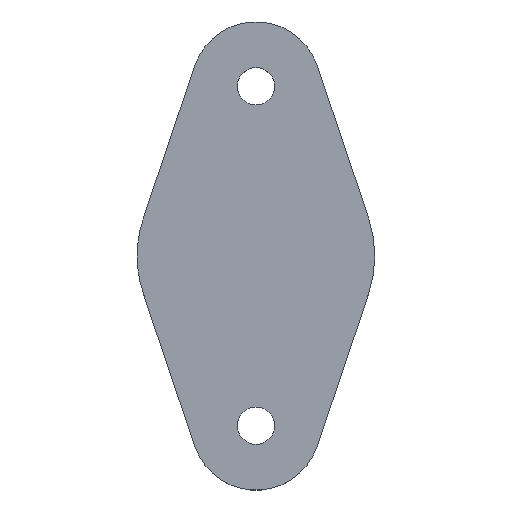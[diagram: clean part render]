
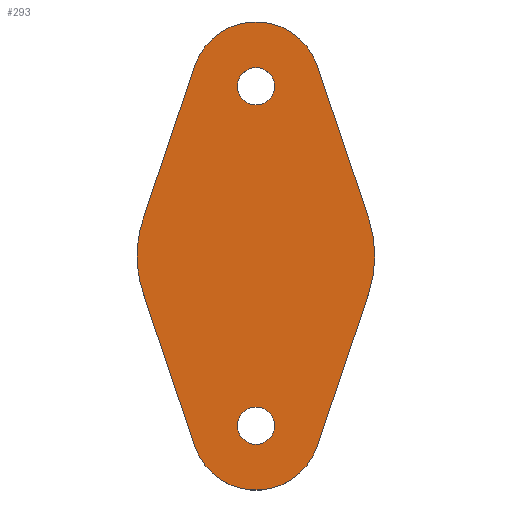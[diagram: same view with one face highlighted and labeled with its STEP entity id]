
A CAD part, top view. The second image highlights one B-rep face of the part: STEP entity #293.
In plain terms, the highlighted planar face has unit normal (0, 0, 1).
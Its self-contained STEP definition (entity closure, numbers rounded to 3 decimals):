
#15 = ORIENTED_EDGE ( 'NONE', *, *, #202, .T. ) ;
#16 = ORIENTED_EDGE ( 'NONE', *, *, #227, .F. ) ;
#17 = ORIENTED_EDGE ( 'NONE', *, *, #279, .T. ) ;
#18 = ORIENTED_EDGE ( 'NONE', *, *, #281, .T. ) ;
#20 = ORIENTED_EDGE ( 'NONE', *, *, #218, .T. ) ;
#21 = ORIENTED_EDGE ( 'NONE', *, *, #208, .T. ) ;
#22 = ORIENTED_EDGE ( 'NONE', *, *, #247, .T. ) ;
#28 = ORIENTED_EDGE ( 'NONE', *, *, #211, .T. ) ;
#29 = ORIENTED_EDGE ( 'NONE', *, *, #219, .T. ) ;
#30 = ORIENTED_EDGE ( 'NONE', *, *, #206, .F. ) ;
#32 = ORIENTED_EDGE ( 'NONE', *, *, #203, .F. ) ;
#37 = EDGE_LOOP ( 'NONE', ( #22, #17, #20, #18, #21, #15, #47, #29, #28 ) ) ;
#41 = EDGE_LOOP ( 'NONE', ( #30, #73 ) ) ;
#47 = ORIENTED_EDGE ( 'NONE', *, *, #231, .T. ) ;
#56 = VECTOR ( 'NONE', #342, 1000. ) ;
#58 = CIRCLE ( 'NONE', #238, 5.5 ) ;
#69 = EDGE_LOOP ( 'NONE', ( #32, #16 ) ) ;
#73 = ORIENTED_EDGE ( 'NONE', *, *, #200, .F. ) ;
#84 = FACE_BOUND ( 'NONE', #41, .T. ) ;
#89 = FACE_BOUND ( 'NONE', #69, .T. ) ;
#95 = FACE_OUTER_BOUND ( 'NONE', #37, .T. ) ;
#106 = CIRCLE ( 'NONE', #264, 19. ) ;
#110 = CIRCLE ( 'NONE', #269, 35. ) ;
#112 = CIRCLE ( 'NONE', #266, 35. ) ;
#127 = VECTOR ( 'NONE', #480, 1000. ) ;
#128 = LINE ( 'NONE', #481, #127 ) ;
#134 = CIRCLE ( 'NONE', #267, 5.5 ) ;
#152 = CIRCLE ( 'NONE', #273, 19. ) ;
#156 = VECTOR ( 'NONE', #332, 1000. ) ;
#169 = VECTOR ( 'NONE', #386, 1000. ) ;
#170 = LINE ( 'NONE', #310, #169 ) ;
#173 = LINE ( 'NONE', #334, #156 ) ;
#175 = LINE ( 'NONE', #309, #56 ) ;
#176 = CIRCLE ( 'NONE', #277, 5.5 ) ;
#184 = CIRCLE ( 'NONE', #244, 5.5 ) ;
#191 = CIRCLE ( 'NONE', #245, 35. ) ;
#200 = EDGE_CURVE ( 'NONE', #512, #403, #58, .T. ) ;
#202 = EDGE_CURVE ( 'NONE', #503, #510, #191, .T. ) ;
#203 = EDGE_CURVE ( 'NONE', #505, #502, #184, .T. ) ;
#206 = EDGE_CURVE ( 'NONE', #403, #512, #176, .T. ) ;
#208 = EDGE_CURVE ( 'NONE', #524, #503, #175, .T. ) ;
#211 = EDGE_CURVE ( 'NONE', #506, #517, #170, .T. ) ;
#218 = EDGE_CURVE ( 'NONE', #504, #515, #173, .T. ) ;
#219 = EDGE_CURVE ( 'NONE', #525, #506, #152, .T. ) ;
#227 = EDGE_CURVE ( 'NONE', #502, #505, #134, .T. ) ;
#231 = EDGE_CURVE ( 'NONE', #510, #525, #128, .T. ) ;
#238 = AXIS2_PLACEMENT_3D ( 'NONE', #436, #509, #365 ) ;
#244 = AXIS2_PLACEMENT_3D ( 'NONE', #465, #325, #327 ) ;
#245 = AXIS2_PLACEMENT_3D ( 'NONE', #323, #324, #303 ) ;
#247 = EDGE_CURVE ( 'NONE', #517, #518, #112, .T. ) ;
#251 = AXIS2_PLACEMENT_3D ( 'NONE', #420, #419, #418 ) ;
#264 = AXIS2_PLACEMENT_3D ( 'NONE', #470, #461, #460 ) ;
#266 = AXIS2_PLACEMENT_3D ( 'NONE', #487, #472, #471 ) ;
#267 = AXIS2_PLACEMENT_3D ( 'NONE', #328, #489, #488 ) ;
#269 = AXIS2_PLACEMENT_3D ( 'NONE', #490, #469, #468 ) ;
#273 = AXIS2_PLACEMENT_3D ( 'NONE', #350, #330, #318 ) ;
#277 = AXIS2_PLACEMENT_3D ( 'NONE', #305, #319, #326 ) ;
#279 = EDGE_CURVE ( 'NONE', #518, #504, #110, .T. ) ;
#281 = EDGE_CURVE ( 'NONE', #515, #524, #106, .T. ) ;
#293 = ADVANCED_FACE ( 'NONE', ( #89, #95, #84 ), #421, .T. ) ;
#303 = DIRECTION ( 'NONE',  ( 1., 0., 0. ) ) ;
#305 = CARTESIAN_POINT ( 'NONE',  ( 0., -50., 8. ) ) ;
#309 = CARTESIAN_POINT ( 'NONE',  ( 18.001, -56.08, 8. ) ) ;
#310 = CARTESIAN_POINT ( 'NONE',  ( -18.001, 56.08, 8. ) ) ;
#318 = DIRECTION ( 'NONE',  ( -1., 0., 0. ) ) ;
#319 = DIRECTION ( 'NONE',  ( 0., 0., 1. ) ) ;
#323 = CARTESIAN_POINT ( 'NONE',  ( 0., 0., 8. ) ) ;
#324 = DIRECTION ( 'NONE',  ( 0., 0., 1. ) ) ;
#325 = DIRECTION ( 'NONE',  ( 0., 0., 1. ) ) ;
#326 = DIRECTION ( 'NONE',  ( 1., 0., 0. ) ) ;
#327 = DIRECTION ( 'NONE',  ( 1., 0., 0. ) ) ;
#328 = CARTESIAN_POINT ( 'NONE',  ( 0., 50., 8. ) ) ;
#330 = DIRECTION ( 'NONE',  ( 0., 0., 1. ) ) ;
#332 = DIRECTION ( 'NONE',  ( 0.32, -0.947, 0. ) ) ;
#334 = CARTESIAN_POINT ( 'NONE',  ( -33.16, -11.2, 8. ) ) ;
#342 = DIRECTION ( 'NONE',  ( 0.32, 0.947, 0. ) ) ;
#350 = CARTESIAN_POINT ( 'NONE',  ( 0., 50., 8. ) ) ;
#365 = DIRECTION ( 'NONE',  ( 1., 0., 0. ) ) ;
#372 = CARTESIAN_POINT ( 'NONE',  ( 18.001, 56.08, 8. ) ) ;
#374 = CARTESIAN_POINT ( 'NONE',  ( 18.001, -56.08, 8. ) ) ;
#380 = CARTESIAN_POINT ( 'NONE',  ( -35., 0., 8. ) ) ;
#381 = CARTESIAN_POINT ( 'NONE',  ( -33.16, 11.2, 8. ) ) ;
#385 = CARTESIAN_POINT ( 'NONE',  ( -18.001, -56.08, 8. ) ) ;
#386 = DIRECTION ( 'NONE',  ( -0.32, -0.947, 0. ) ) ;
#389 = CARTESIAN_POINT ( 'NONE',  ( 5.5, -50., 8. ) ) ;
#391 = CARTESIAN_POINT ( 'NONE',  ( 33.16, 11.2, 8. ) ) ;
#393 = CARTESIAN_POINT ( 'NONE',  ( -5.5, 50., 8. ) ) ;
#394 = CARTESIAN_POINT ( 'NONE',  ( -33.16, -11.2, 8. ) ) ;
#395 = CARTESIAN_POINT ( 'NONE',  ( 5.5, 50., 8. ) ) ;
#400 = CARTESIAN_POINT ( 'NONE',  ( -5.5, -50., 8. ) ) ;
#401 = CARTESIAN_POINT ( 'NONE',  ( -18.001, 56.08, 8. ) ) ;
#403 = VERTEX_POINT ( 'NONE', #400 ) ;
#413 = CARTESIAN_POINT ( 'NONE',  ( 33.16, -11.2, 8. ) ) ;
#418 = DIRECTION ( 'NONE',  ( 1., 0., 0. ) ) ;
#419 = DIRECTION ( 'NONE',  ( 0., 0., 1. ) ) ;
#420 = CARTESIAN_POINT ( 'NONE',  ( 0., 0., 8. ) ) ;
#421 = PLANE ( 'NONE',  #251 ) ;
#436 = CARTESIAN_POINT ( 'NONE',  ( 0., -50., 8. ) ) ;
#460 = DIRECTION ( 'NONE',  ( 1., 0., 0. ) ) ;
#461 = DIRECTION ( 'NONE',  ( 0., 0., 1. ) ) ;
#465 = CARTESIAN_POINT ( 'NONE',  ( 0., 50., 8. ) ) ;
#468 = DIRECTION ( 'NONE',  ( 1., 0., 0. ) ) ;
#469 = DIRECTION ( 'NONE',  ( 0., 0., 1. ) ) ;
#470 = CARTESIAN_POINT ( 'NONE',  ( 0., -50., 8. ) ) ;
#471 = DIRECTION ( 'NONE',  ( 1., 0., 0. ) ) ;
#472 = DIRECTION ( 'NONE',  ( 0., 0., 1. ) ) ;
#480 = DIRECTION ( 'NONE',  ( -0.32, 0.947, 0. ) ) ;
#481 = CARTESIAN_POINT ( 'NONE',  ( 18.001, 56.08, 8. ) ) ;
#487 = CARTESIAN_POINT ( 'NONE',  ( 0., 0., 8. ) ) ;
#488 = DIRECTION ( 'NONE',  ( 1., 0., 0. ) ) ;
#489 = DIRECTION ( 'NONE',  ( 0., 0., 1. ) ) ;
#490 = CARTESIAN_POINT ( 'NONE',  ( 0., 0., 8. ) ) ;
#502 = VERTEX_POINT ( 'NONE', #395 ) ;
#503 = VERTEX_POINT ( 'NONE', #413 ) ;
#504 = VERTEX_POINT ( 'NONE', #394 ) ;
#505 = VERTEX_POINT ( 'NONE', #393 ) ;
#506 = VERTEX_POINT ( 'NONE', #401 ) ;
#509 = DIRECTION ( 'NONE',  ( 0., 0., 1. ) ) ;
#510 = VERTEX_POINT ( 'NONE', #391 ) ;
#512 = VERTEX_POINT ( 'NONE', #389 ) ;
#515 = VERTEX_POINT ( 'NONE', #385 ) ;
#517 = VERTEX_POINT ( 'NONE', #381 ) ;
#518 = VERTEX_POINT ( 'NONE', #380 ) ;
#524 = VERTEX_POINT ( 'NONE', #374 ) ;
#525 = VERTEX_POINT ( 'NONE', #372 ) ;
